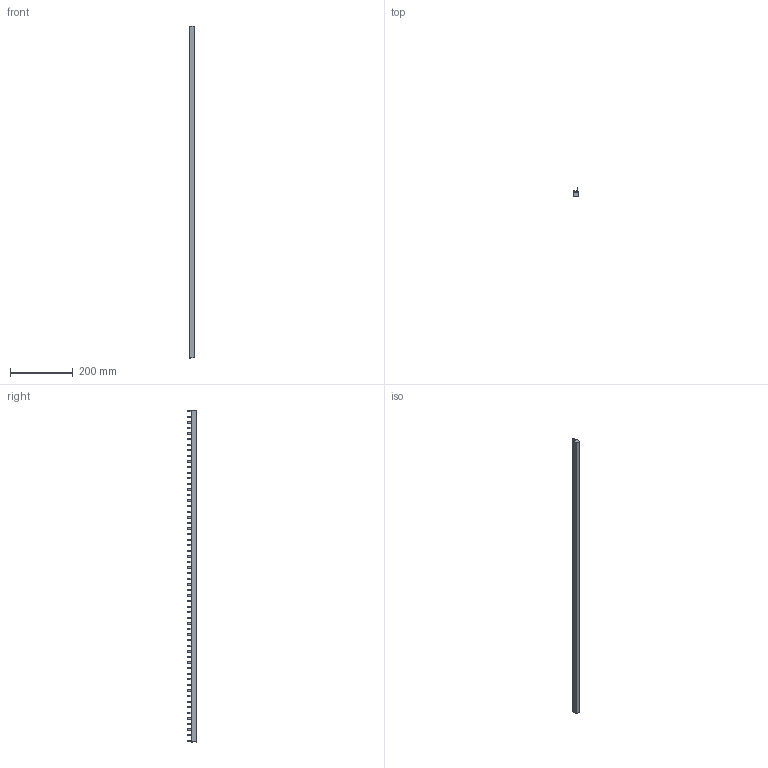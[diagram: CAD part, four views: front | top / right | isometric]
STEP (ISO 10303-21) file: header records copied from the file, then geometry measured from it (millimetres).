
FILE_DESCRIPTION (( 'STEP AP203' ), '1' );
FILE_NAME ('Trifaze Müþterek W Otomat Barasý - 20 Modül (1mm).STEP', '2020-08-18T13:11:39', ( '' ), ( '' ), 'SwSTEP 2.0', 'SolidWorks 2011', '' );
FILE_SCHEMA (( 'CONFIG_CONTROL_DESIGN' ));
Length unit declared in the file: millimetre
Products named in the file (1): Trifaze Müþterek W Otomat Barasý - 20 Modül (1mm)
Bounding box: 14.3 x 29.75 x 1060 mm (x, y, z)
Volume: 219614.5 mm3; surface area: 114687.9 mm2
Topology: 1 solids, 1 shells, 3138 faces, 9348 edges, 6232 vertices
Faces by surface type: plane 2779, cylinder 353, bspline 6
Entity records: 104107 total; most frequent: CARTESIAN_POINT 18919, ORIENTED_EDGE 18696, DIRECTION 16348, EDGE_CURVE 9348, LINE 8586, VECTOR 8586, VERTEX_POINT 6232, AXIS2_PLACEMENT_3D 3881
